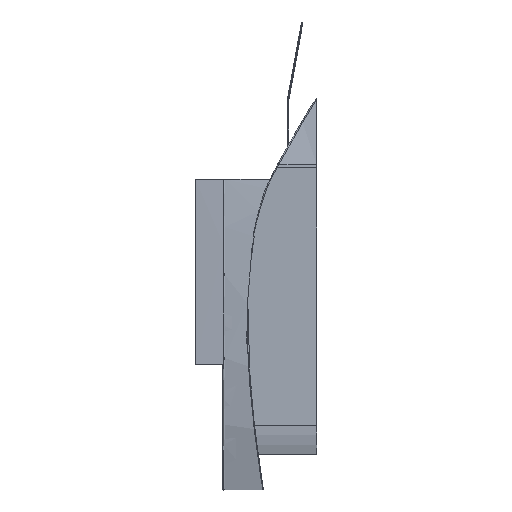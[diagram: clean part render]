
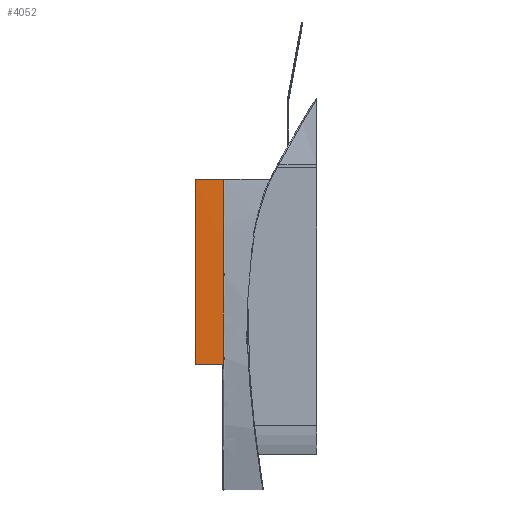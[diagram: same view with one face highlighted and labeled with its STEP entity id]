
A CAD part, front view. The second image highlights one B-rep face of the part: STEP entity #4052.
In plain terms, the highlighted free-form (B-spline) face has degree [2, 1] with [3, 2] control points.
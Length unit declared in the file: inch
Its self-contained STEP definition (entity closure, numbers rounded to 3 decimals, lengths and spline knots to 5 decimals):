
#6 = CARTESIAN_POINT ( 'NONE',  ( -18.65, 1.52199, 18.25216 ) ) ;
#245 = VERTEX_POINT ( 'NONE', #6147 ) ;
#252 = CARTESIAN_POINT ( 'NONE',  ( -28.25, 2.01042, -40.5986 ) ) ;
#299 = DIRECTION ( 'NONE',  ( 1., 0., 0. ) ) ;
#304 = CARTESIAN_POINT ( 'NONE',  ( -18.65, 1.46032, 9.53514 ) ) ;
#403 = CARTESIAN_POINT ( 'NONE',  ( -18.75, 1.59589, -18.94941 ) ) ;
#430 = B_SPLINE_CURVE_WITH_KNOTS ( 'NONE', 3,
 ( #7788, #9215, #2524, #9171, #1100, #3360, #998, #3994, #1698, #6361, #3269, #2432, #4702, #3171 ),
 .UNSPECIFIED., .F., .F.,
 ( 4, 2, 2, 2, 2, 2, 4 ),
 ( 0., 0.1025, 0.205, 0.25625, 0.3075, 0.35875, 0.41 ),
 .UNSPECIFIED. ) ;
#903 = EDGE_CURVE ( 'NONE', #1368, #6202, #5033, .T. ) ;
#990 = CARTESIAN_POINT ( 'NONE',  ( -18.65, 1.45487, 5.17655 ) ) ;
#998 = CARTESIAN_POINT ( 'NONE',  ( -18.63669, 1.46914, -4.23931 ) ) ;
#1031 = CARTESIAN_POINT ( 'NONE',  ( -18.65, 1.59291, -20.84388 ) ) ;
#1100 = CARTESIAN_POINT ( 'NONE',  ( -18.63788, 1.45929, -1.54908 ) ) ;
#1368 = VERTEX_POINT ( 'NONE', #2790 ) ;
#1375 = EDGE_CURVE ( 'NONE', #2948, #2170, #7505, .T. ) ;
#1503 = EDGE_CURVE ( 'NONE', #7058, #7722, #8460, .T. ) ;
#1566 = EDGE_CURVE ( 'NONE', #4822, #2948, #4685, .T. ) ;
#1698 = CARTESIAN_POINT ( 'NONE',  ( -18.63955, 1.47902, -6.25698 ) ) ;
#1722 = ORIENTED_EDGE ( 'NONE', *, *, #1375, .F. ) ;
#1759 = ORIENTED_EDGE ( 'NONE', *, *, #6724, .T. ) ;
#2085 = CARTESIAN_POINT ( 'NONE',  ( -64.95329, 1.59589, -18.94941 ) ) ;
#2170 = VERTEX_POINT ( 'NONE', #3475 ) ;
#2320 = EDGE_CURVE ( 'NONE', #5940, #4822, #7998, .T. ) ;
#2374 = DIRECTION ( 'NONE',  ( 1., 0., 0. ) ) ;
#2414 = VECTOR ( 'NONE', #2374, 39.37008 ) ;
#2432 = CARTESIAN_POINT ( 'NONE',  ( -18.64854, 1.50078, -9.61973 ) ) ;
#2472 = CARTESIAN_POINT ( 'NONE',  ( -18.65, 2.01042, -40.5986 ) ) ;
#2524 = CARTESIAN_POINT ( 'NONE',  ( -18.64734, 1.45311, 2.48629 ) ) ;
#2790 = CARTESIAN_POINT ( 'NONE',  ( -24.25, 1.59589, -18.94941 ) ) ;
#2948 = VERTEX_POINT ( 'NONE', #6 ) ;
#3047 = EDGE_CURVE ( 'NONE', #245, #7722, #9246, .T. ) ;
#3142 = CARTESIAN_POINT ( 'NONE',  ( -24.25, 1.52199, 18.25216 ) ) ;
#3171 = CARTESIAN_POINT ( 'NONE',  ( -18.65, 1.51147, -10.96482 ) ) ;
#3269 = CARTESIAN_POINT ( 'NONE',  ( -18.64504, 1.49128, -8.27463 ) ) ;
#3360 = CARTESIAN_POINT ( 'NONE',  ( -18.63656, 1.46638, -3.56676 ) ) ;
#3475 = CARTESIAN_POINT ( 'NONE',  ( -18.65, 1.45487, 5.17655 ) ) ;
#3525 = CARTESIAN_POINT ( 'NONE',  ( -64.95329, 1.52199, 18.25216 ) ) ;
#3590 = ORIENTED_EDGE ( 'NONE', *, *, #8336, .T. ) ;
#3757 = CARTESIAN_POINT ( 'NONE',  ( -18.75, 1.59589, -18.94941 ) ) ;
#3994 = CARTESIAN_POINT ( 'NONE',  ( -18.63819, 1.47546, -5.58443 ) ) ;
#4052 = ADVANCED_FACE ( 'NONE', ( #7226 ), #5230, .F. ) ;
#4123 = ORIENTED_EDGE ( 'NONE', *, *, #2320, .F. ) ;
#4158 = ORIENTED_EDGE ( 'NONE', *, *, #9094, .F. ) ;
#4223 = CARTESIAN_POINT ( 'NONE',  ( -18.65, 1.48264, 13.89372 ) ) ;
#4330 = CARTESIAN_POINT ( 'NONE',  ( -18.59682, 1.52199, 18.25216 ) ) ;
#4456 = VECTOR ( 'NONE', #299, 39.37008 ) ;
#4685 = LINE ( 'NONE', #9301, #2414 ) ;
#4702 = CARTESIAN_POINT ( 'NONE',  ( -18.65, 1.50593, -10.29228 ) ) ;
#4822 = VERTEX_POINT ( 'NONE', #8430 ) ;
#5033 = LINE ( 'NONE', #2085, #5557 ) ;
#5080 = DIRECTION ( 'NONE',  ( 1., 0., 0. ) ) ;
#5117 = CARTESIAN_POINT ( 'NONE',  ( -24.25, 1.25832, -10.94707 ) ) ;
#5144 = CARTESIAN_POINT ( 'NONE',  ( -18.75, 2.01042, -40.5986 ) ) ;
#5213 = ORIENTED_EDGE ( 'NONE', *, *, #1503, .T. ) ;
#5230 = B_SPLINE_SURFACE_WITH_KNOTS ( 'NONE', 2, 1, ( 
 ( #8662, #4330 ),
 ( #5117, #7278 ),
 ( #7329, #5711 ) ),
 .UNSPECIFIED., .F., .F., .F.,
 ( 3, 3 ),
 ( 2, 2 ),
 ( 0., 0.00266 ),
 ( 0., 1. ),
 .UNSPECIFIED. ) ;
#5285 = CARTESIAN_POINT ( 'NONE',  ( -18.75, 2.01042, -40.5986 ) ) ;
#5557 = VECTOR ( 'NONE', #5080, 39.37008 ) ;
#5711 = CARTESIAN_POINT ( 'NONE',  ( -18.59682, 2.01042, -40.5986 ) ) ;
#5845 = DIRECTION ( 'NONE',  ( 1., 0., 0. ) ) ;
#5940 = VERTEX_POINT ( 'NONE', #3142 ) ;
#6112 = CARTESIAN_POINT ( 'NONE',  ( -18.65, 2.01042, -40.5986 ) ) ;
#6147 = CARTESIAN_POINT ( 'NONE',  ( -18.65, 1.51147, -10.96482 ) ) ;
#6202 = VERTEX_POINT ( 'NONE', #403 ) ;
#6294 = CARTESIAN_POINT ( 'NONE',  ( -18.65, 1.7599, -30.72179 ) ) ;
#6325 = ORIENTED_EDGE ( 'NONE', *, *, #903, .T. ) ;
#6361 = CARTESIAN_POINT ( 'NONE',  ( -18.64298, 1.48693, -7.60208 ) ) ;
#6566 = ORIENTED_EDGE ( 'NONE', *, *, #1566, .F. ) ;
#6724 = EDGE_CURVE ( 'NONE', #6202, #7058, #8531, .T. ) ;
#6756 = CARTESIAN_POINT ( 'NONE',  ( -18.75, 1.73509, -29.7437 ) ) ;
#6779 = CARTESIAN_POINT ( 'NONE',  ( -24.25, 1.52199, 18.25216 ) ) ;
#7058 = VERTEX_POINT ( 'NONE', #5144 ) ;
#7205 = ORIENTED_EDGE ( 'NONE', *, *, #3047, .F. ) ;
#7226 = FACE_OUTER_BOUND ( 'NONE', #9332, .T. ) ;
#7278 = CARTESIAN_POINT ( 'NONE',  ( -18.59682, 1.25832, -10.94707 ) ) ;
#7329 = CARTESIAN_POINT ( 'NONE',  ( -24.25, 2.01042, -40.5986 ) ) ;
#7505 = B_SPLINE_CURVE_WITH_KNOTS ( 'NONE', 3,
 ( #8513, #4223, #304, #990 ),
 .UNSPECIFIED., .F., .F.,
 ( 4, 4 ),
 ( 0., 0.33213 ),
 .UNSPECIFIED. ) ;
#7628 = CARTESIAN_POINT ( 'NONE',  ( -18.65, 1.51147, -10.96482 ) ) ;
#7722 = VERTEX_POINT ( 'NONE', #2472 ) ;
#7788 = CARTESIAN_POINT ( 'NONE',  ( -18.65, 1.45487, 5.17655 ) ) ;
#7998 = LINE ( 'NONE', #3525, #9022 ) ;
#8045 = B_SPLINE_CURVE_WITH_KNOTS ( 'NONE', 2,
 ( #6779, #9735, #9101 ),
 .UNSPECIFIED., .F., .F.,
 ( 3, 3 ),
 ( 0.52781, 0.52949 ),
 .UNSPECIFIED. ) ;
#8336 = EDGE_CURVE ( 'NONE', #5940, #1368, #8045, .T. ) ;
#8430 = CARTESIAN_POINT ( 'NONE',  ( -18.75, 1.52199, 18.25216 ) ) ;
#8460 = LINE ( 'NONE', #252, #4456 ) ;
#8513 = CARTESIAN_POINT ( 'NONE',  ( -18.65, 1.52199, 18.25216 ) ) ;
#8531 = B_SPLINE_CURVE_WITH_KNOTS ( 'NONE', 2,
 ( #3757, #6756, #5285 ),
 .UNSPECIFIED., .F., .F.,
 ( 3, 3 ),
 ( 0.52949, 0.53047 ),
 .UNSPECIFIED. ) ;
#8662 = CARTESIAN_POINT ( 'NONE',  ( -24.25, 1.52199, 18.25216 ) ) ;
#9022 = VECTOR ( 'NONE', #5845, 39.37008 ) ;
#9094 = EDGE_CURVE ( 'NONE', #2170, #245, #430, .T. ) ;
#9101 = CARTESIAN_POINT ( 'NONE',  ( -24.25, 1.59589, -18.94941 ) ) ;
#9171 = CARTESIAN_POINT ( 'NONE',  ( -18.64117, 1.45617, -0.20396 ) ) ;
#9215 = CARTESIAN_POINT ( 'NONE',  ( -18.65, 1.45319, 3.83142 ) ) ;
#9246 = B_SPLINE_CURVE_WITH_KNOTS ( 'NONE', 3,
 ( #7628, #1031, #6294, #6112 ),
 .UNSPECIFIED., .F., .F.,
 ( 4, 4 ),
 ( 0.74213, 1.49499 ),
 .UNSPECIFIED. ) ;
#9301 = CARTESIAN_POINT ( 'NONE',  ( -28.25, 1.52199, 18.25216 ) ) ;
#9332 = EDGE_LOOP ( 'NONE', ( #6566, #4123, #3590, #6325, #1759, #5213, #7205, #4158, #1722 ) ) ;
#9735 = CARTESIAN_POINT ( 'NONE',  ( -24.25, 1.35484, -0.25775 ) ) ;
